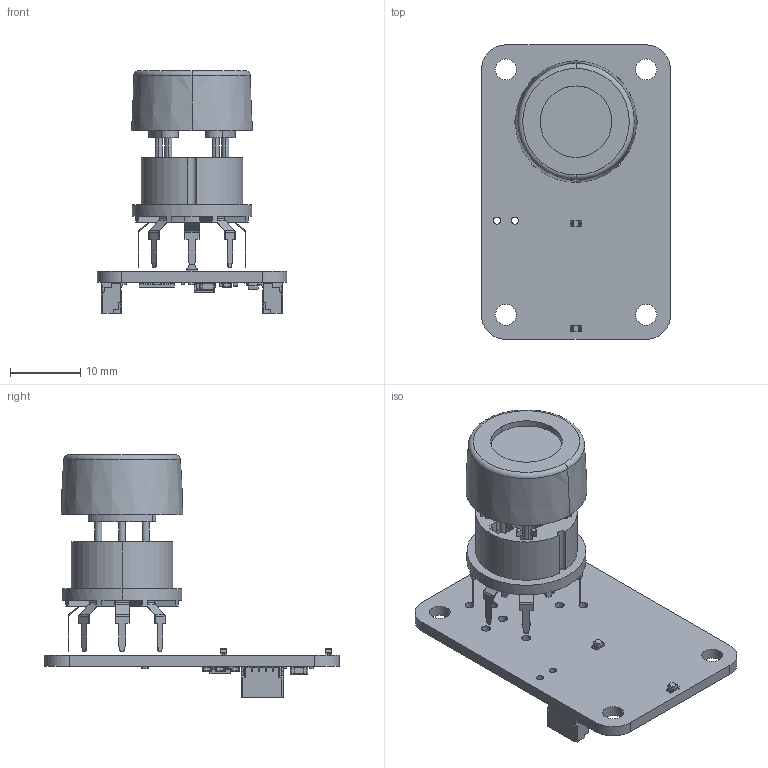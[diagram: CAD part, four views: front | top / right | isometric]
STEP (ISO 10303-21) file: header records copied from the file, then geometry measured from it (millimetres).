
FILE_DESCRIPTION(('Open CASCADE Model'),'2;1');
FILE_NAME('Open CASCADE Shape Model','2025-06-10T07:09:10',('Author'),( 'Open CASCADE'),'Open CASCADE STEP processor 7.5','Open CASCADE 7.5' ,'Unknown');
FILE_SCHEMA(('AUTOMOTIVE_DESIGN { 1 0 10303 214 1 1 1 1 }'));
Length unit declared in the file: millimetre
Products named in the file (75): PCB; Board; Open CASCADE STEP translator 7.5 1.1.1; T1; SOT-23; R2; User Library-R SMD 0402; User Library-R SMD 0402_0402 BODY; User Library-R SMD 0402_0402 PAD; User Library-R SMD 0402_0402 OPIS; R1; 6328694176; Extruded; 6328694016; D1; User Library-MicroSMP-1; User Library-MicroSMP-1_Body; User Library-MicroSMP-1_Pins; STAT1; 0603 LED Green; Solid1; Solid4; R9; HEAT; 0603 LED Red; Pad; Pad005; Pad001; Pad004; Pad003; Lens; R8; 6328693376; 6328693216; U2; IC_Texas_Instruments_TPS613222ADBVR_eec; body; pins; logo; L1 ...
Assembly tree (84 placements, depth 4):
  PCB
    Board
      Open CASCADE STEP translator 7.5 1.1.1
    T1
      SOT-23
    R2
      User Library-R SMD 0402
        User Library-R SMD 0402_0402 BODY
        User Library-R SMD 0402_0402 PAD  x2
        User Library-R SMD 0402_0402 OPIS
    R1
      6328694176
        Extruded
      6328694016  x2
        Extruded
    D1
      User Library-MicroSMP-1
        User Library-MicroSMP-1_Body
        User Library-MicroSMP-1_Pins
    STAT1
      0603 LED Green
        Solid1
        Solid4
        Solid1
        Solid1
        Solid4
        Solid1
        Solid1
        Solid1
    R9
      User Library-R SMD 0402
        User Library-R SMD 0402_0402 BODY
        User Library-R SMD 0402_0402 PAD  x2
        User Library-R SMD 0402_0402 OPIS
    HEAT
      0603 LED Red
        Pad
        Pad005
        Pad001
        Pad004
        Pad003
        Lens
    R8
      6328693376
        Extruded
      6328693216  x2
        Extruded
    U2
      IC_Texas_Instruments_TPS613222ADBVR_eec
        body
        pins
        logo
    L1
      Ind_Murata_DFE252012F-4R7M=P2_eec
        1
        2
        Murata Logo 3
    C7
      6328693776  x2
        Extruded
Bounding box: 27 x 42.04 x 34.62 mm (x, y, z)
Volume: 4820.6 mm3; surface area: 6150.8 mm2
Topology: 143 solids, 143 shells, 3237 faces, 9624 edges, 8162 vertices
Faces by surface type: plane 2057, cylinder 623, bspline 473, sphere 56, cone 16, revolution 10, torus 2
Full cylindrical faces by diameter (mm): 1.016 x2, 1.27 x7, 1.3 x6, 3 x4
Entity records: 107313 total; most frequent: CARTESIAN_POINT 26431, DIRECTION 13938, ORIENTED_EDGE 13632, EDGE_CURVE 6816, LINE 6502, VECTOR 6502, VERTEX_POINT 4466, AXIS2_PLACEMENT_3D 3713
